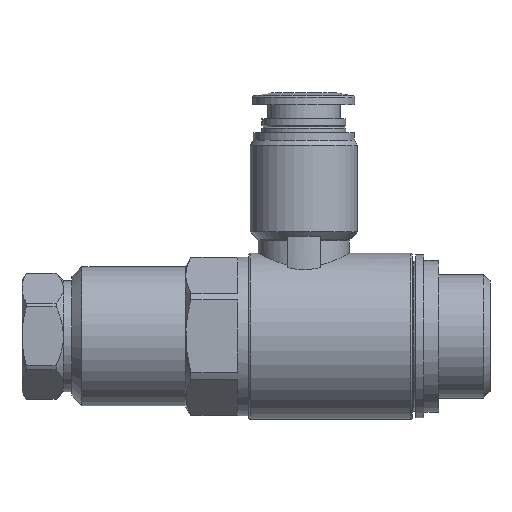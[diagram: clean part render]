
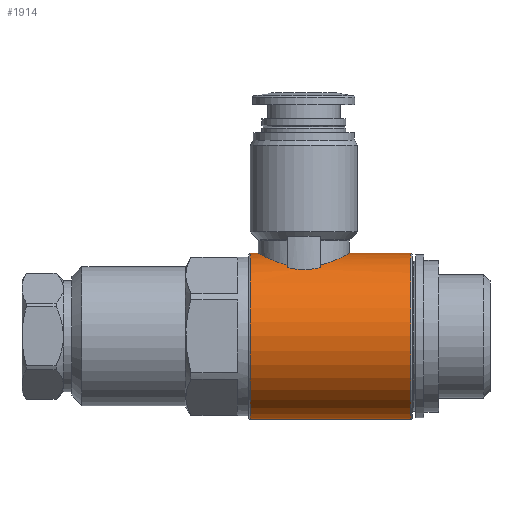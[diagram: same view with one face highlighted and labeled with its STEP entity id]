
A CAD part, left-side view. The second image highlights one B-rep face of the part: STEP entity #1914.
In plain terms, the highlighted cylindrical face has radius 11.2 mm (diameter 22.4 mm), a full revolution.
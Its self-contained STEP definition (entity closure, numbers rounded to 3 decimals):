
#163=B_SPLINE_CURVE_WITH_KNOTS('',3,(#2621,#2622,#2623,#2624,#2625,#2626,
#2627,#2628,#2629),.UNSPECIFIED.,.F.,.F.,(4,1,1,1,1,1,4),(0.022,
0.026,0.028,0.029,0.031,
0.033,0.037),.UNSPECIFIED.);
#164=B_SPLINE_CURVE_WITH_KNOTS('',3,(#2633,#2634,#2635,#2636,#2637),
 .UNSPECIFIED.,.F.,.F.,(4,1,4),(0.,0.002,0.005),
 .UNSPECIFIED.);
#165=B_SPLINE_CURVE_WITH_KNOTS('',3,(#2641,#2642,#2643,#2644,#2645,#2646,
#2647,#2648,#2649),.UNSPECIFIED.,.F.,.F.,(4,1,1,1,1,1,4),(0.002,
0.006,0.008,0.01,0.012,
0.014,0.017),.UNSPECIFIED.);
#166=B_SPLINE_CURVE_WITH_KNOTS('',3,(#2653,#2654,#2655,#2656,#2657),
 .UNSPECIFIED.,.F.,.F.,(4,1,4),(0.,0.002,0.005),
 .UNSPECIFIED.);
#205=ORIENTED_EDGE('',*,*,#547,.F.);
#206=ORIENTED_EDGE('',*,*,#548,.T.);
#207=ORIENTED_EDGE('',*,*,#549,.F.);
#208=ORIENTED_EDGE('',*,*,#550,.F.);
#209=ORIENTED_EDGE('',*,*,#551,.F.);
#210=ORIENTED_EDGE('',*,*,#552,.F.);
#211=ORIENTED_EDGE('',*,*,#553,.F.);
#212=ORIENTED_EDGE('',*,*,#554,.F.);
#213=ORIENTED_EDGE('',*,*,#555,.F.);
#214=ORIENTED_EDGE('',*,*,#556,.F.);
#547=EDGE_CURVE('',#718,#718,#843,.T.);
#548=EDGE_CURVE('',#719,#719,#844,.T.);
#549=EDGE_CURVE('',#720,#721,#845,.T.);
#550=EDGE_CURVE('',#722,#720,#163,.T.);
#551=EDGE_CURVE('',#723,#722,#846,.T.);
#552=EDGE_CURVE('',#724,#723,#164,.T.);
#553=EDGE_CURVE('',#725,#724,#847,.T.);
#554=EDGE_CURVE('',#726,#725,#165,.T.);
#555=EDGE_CURVE('',#727,#726,#848,.T.);
#556=EDGE_CURVE('',#721,#727,#166,.T.);
#718=VERTEX_POINT('',#2615);
#719=VERTEX_POINT('',#2617);
#720=VERTEX_POINT('',#2619);
#721=VERTEX_POINT('',#2620);
#722=VERTEX_POINT('',#2630);
#723=VERTEX_POINT('',#2632);
#724=VERTEX_POINT('',#2638);
#725=VERTEX_POINT('',#2640);
#726=VERTEX_POINT('',#2650);
#727=VERTEX_POINT('',#2652);
#843=CIRCLE('',#2015,11.2);
#844=CIRCLE('',#2016,11.2);
#845=CIRCLE('',#2017,11.2);
#846=CIRCLE('',#2018,11.2);
#847=CIRCLE('',#2019,11.2);
#848=CIRCLE('',#2020,11.2);
#934=EDGE_LOOP('',(#205));
#935=EDGE_LOOP('',(#206));
#936=EDGE_LOOP('',(#207,#208,#209,#210,#211,#212,#213,#214));
#1076=FACE_BOUND('',#934,.T.);
#1077=FACE_BOUND('',#935,.T.);
#1078=FACE_BOUND('',#936,.T.);
#1218=CYLINDRICAL_SURFACE('',#2014,11.2);
#1914=ADVANCED_FACE('',(#1076,#1077,#1078),#1218,.T.);
#2014=AXIS2_PLACEMENT_3D('',#2613,#2202,#2203);
#2015=AXIS2_PLACEMENT_3D('',#2614,#2204,#2205);
#2016=AXIS2_PLACEMENT_3D('',#2616,#2206,#2207);
#2017=AXIS2_PLACEMENT_3D('',#2618,#2208,#2209);
#2018=AXIS2_PLACEMENT_3D('',#2631,#2210,#2211);
#2019=AXIS2_PLACEMENT_3D('',#2639,#2212,#2213);
#2020=AXIS2_PLACEMENT_3D('',#2651,#2214,#2215);
#2202=DIRECTION('',(0.,-1.,0.));
#2203=DIRECTION('',(0.,0.,-1.));
#2204=DIRECTION('',(0.,-1.,0.));
#2205=DIRECTION('',(0.,0.,-1.));
#2206=DIRECTION('',(0.,-1.,0.));
#2207=DIRECTION('',(0.,0.,-1.));
#2208=DIRECTION('',(0.,-1.,0.));
#2209=DIRECTION('',(0.,0.,-1.));
#2210=DIRECTION('',(0.,-1.,0.));
#2211=DIRECTION('',(0.,0.,-1.));
#2212=DIRECTION('',(0.,1.,0.));
#2213=DIRECTION('',(0.,0.,1.));
#2214=DIRECTION('',(0.,1.,0.));
#2215=DIRECTION('',(0.,0.,1.));
#2613=CARTESIAN_POINT('',(0.,-6.95,0.));
#2614=CARTESIAN_POINT('',(0.,3.75,0.));
#2615=CARTESIAN_POINT('',(0.,3.75,-11.2));
#2616=CARTESIAN_POINT('',(0.,25.45,0.));
#2617=CARTESIAN_POINT('',(0.,25.45,-11.2));
#2618=CARTESIAN_POINT('',(0.,20.45,0.));
#2619=CARTESIAN_POINT('',(-5.724,20.45,9.627));
#2620=CARTESIAN_POINT('',(-6.258,20.45,9.289));
#2621=CARTESIAN_POINT('',(5.724,20.45,9.627));
#2622=CARTESIAN_POINT('',(5.27,21.604,9.897));
#2623=CARTESIAN_POINT('',(4.106,23.054,10.519));
#2624=CARTESIAN_POINT('',(1.892,24.151,11.089));
#2625=CARTESIAN_POINT('',(0.007,24.448,11.255));
#2626=CARTESIAN_POINT('',(-1.882,24.155,11.091));
#2627=CARTESIAN_POINT('',(-4.11,23.056,10.519));
#2628=CARTESIAN_POINT('',(-5.277,21.585,9.892));
#2629=CARTESIAN_POINT('',(-5.724,20.45,9.627));
#2630=CARTESIAN_POINT('',(5.724,20.45,9.627));
#2631=CARTESIAN_POINT('',(0.,20.45,0.));
#2632=CARTESIAN_POINT('',(6.258,20.45,9.289));
#2633=CARTESIAN_POINT('',(6.258,15.95,9.289));
#2634=CARTESIAN_POINT('',(6.514,16.664,9.116));
#2635=CARTESIAN_POINT('',(6.786,18.198,8.908));
#2636=CARTESIAN_POINT('',(6.515,19.736,9.116));
#2637=CARTESIAN_POINT('',(6.258,20.45,9.289));
#2638=CARTESIAN_POINT('',(6.258,15.95,9.289));
#2639=CARTESIAN_POINT('',(0.,15.95,0.));
#2640=CARTESIAN_POINT('',(5.724,15.95,9.627));
#2641=CARTESIAN_POINT('',(-5.724,15.95,9.627));
#2642=CARTESIAN_POINT('',(-5.273,14.805,9.895));
#2643=CARTESIAN_POINT('',(-4.104,13.342,10.52));
#2644=CARTESIAN_POINT('',(-1.891,12.249,11.089));
#2645=CARTESIAN_POINT('',(-0.009,11.952,11.255));
#2646=CARTESIAN_POINT('',(1.882,12.245,11.091));
#2647=CARTESIAN_POINT('',(4.112,13.346,10.518));
#2648=CARTESIAN_POINT('',(5.276,14.812,9.893));
#2649=CARTESIAN_POINT('',(5.724,15.95,9.627));
#2650=CARTESIAN_POINT('',(-5.724,15.95,9.627));
#2651=CARTESIAN_POINT('',(0.,15.95,0.));
#2652=CARTESIAN_POINT('',(-6.258,15.95,9.289));
#2653=CARTESIAN_POINT('',(-6.258,20.45,9.289));
#2654=CARTESIAN_POINT('',(-6.514,19.736,9.116));
#2655=CARTESIAN_POINT('',(-6.786,18.202,8.908));
#2656=CARTESIAN_POINT('',(-6.515,16.664,9.116));
#2657=CARTESIAN_POINT('',(-6.258,15.95,9.289));
